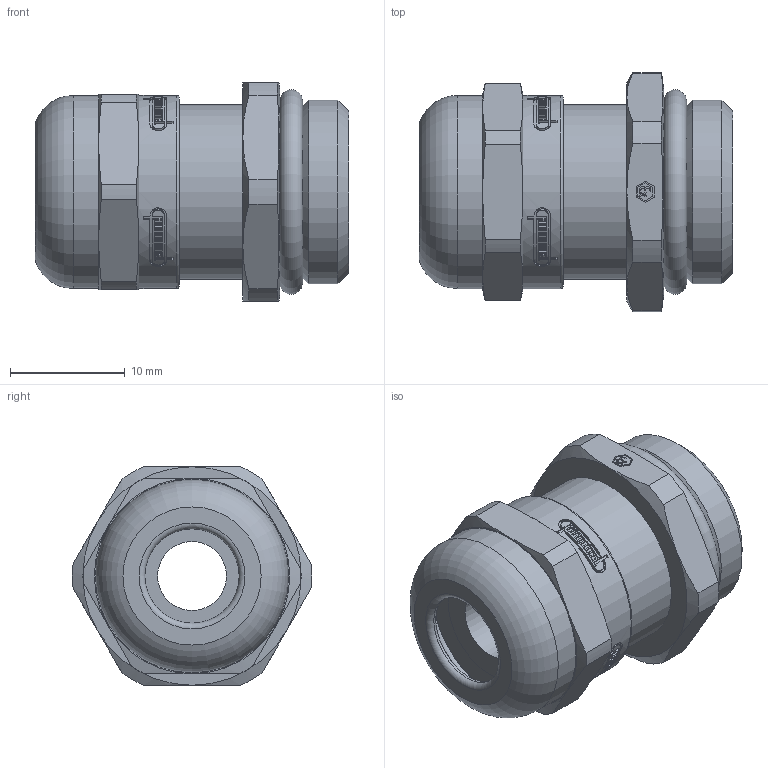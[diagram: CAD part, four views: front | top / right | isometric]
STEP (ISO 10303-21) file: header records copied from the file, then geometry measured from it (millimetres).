
FILE_DESCRIPTION(/* description */ ('HSK-M-Ex Metr.-HSK-Ex-e Standard Cable Glands'),/* implementation_level */ '2;1');
FILE_NAME(/* name */ '1610160051.stp',/* time_stamp */ '2021-10-13T14:17:38+02:00',/* author */ ('sl'),/* organization */ ('HUMMEL'),/* preprocessor_version */ 'ST-DEVELOPER v16.5',/* originating_system */ 'Autodesk Inventor 2017',/* authorisation */ '');
FILE_SCHEMA (('AUTOMOTIVE_DESIGN { 1 0 10303 214 3 1 1 }'));
Length unit declared in the file: millimetre
Products named in the file (6): HSK-M-Ex 1.610.1600.51(1); HSK-M-Ex 1.610.1600.51-Nut; HSK-M-Ex 1.610.1600.51(1)-Gland; HSK-M-Ex 1.610.1600.51-Clamping Insert; HSK-M-Ex 1.610.1600.51(1)-Sealing insert; HSK-M-Ex 1.610.1600.51(1)-O-Ring
Assembly tree (5 placements, depth 2):
  HSK-M-Ex 1.610.1600.51(1)
    HSK-M-Ex 1.610.1600.51-Nut
    HSK-M-Ex 1.610.1600.51(1)-Gland
    HSK-M-Ex 1.610.1600.51-Clamping Insert
    HSK-M-Ex 1.610.1600.51(1)-Sealing insert
    HSK-M-Ex 1.610.1600.51(1)-O-Ring
Bounding box: 27.24 x 20.79 x 19 mm (x, y, z)
Volume: 4491.3 mm3; surface area: 6004.1 mm2
Topology: 5 solids, 5 shells, 459 faces, 1203 edges, 791 vertices
Faces by surface type: plane 344, cylinder 82, cone 27, torus 6
Full cylindrical faces by diameter (mm): 6 x1, 8.2 x2, 10.1 x2, 11.5 x2, 12 x2, 12.8 x2, 13.8 x1, 13.86 x1, 14.4 x1, 14.53 x2, 15.2 x1, 16 x1, 16.8 x2
Entity records: 14655 total; most frequent: CARTESIAN_POINT 3100, DIRECTION 2443, ORIENTED_EDGE 2332, EDGE_CURVE 1166, AXIS2_PLACEMENT_3D 881, VERTEX_POINT 788, LINE 681, VECTOR 681
